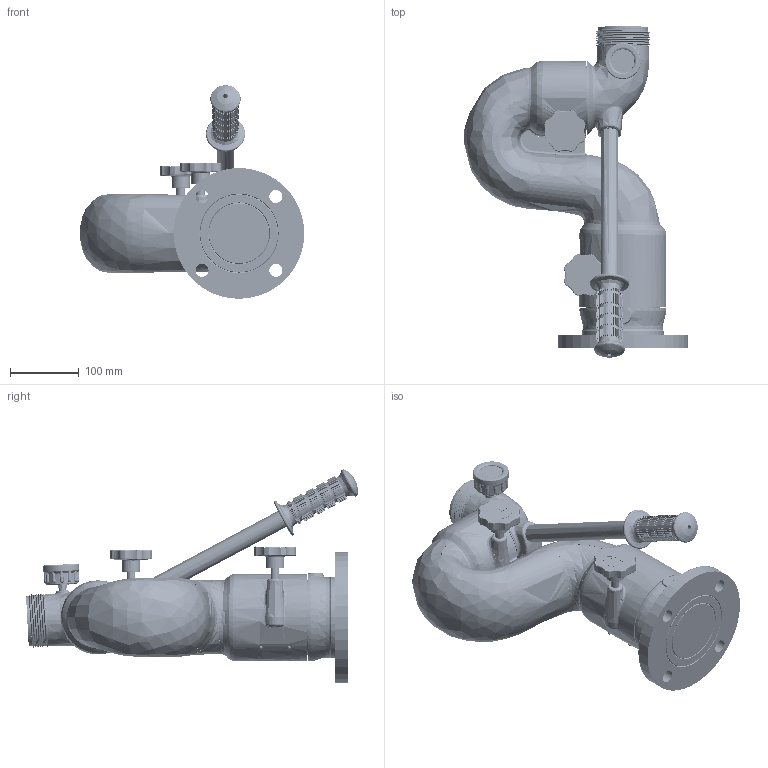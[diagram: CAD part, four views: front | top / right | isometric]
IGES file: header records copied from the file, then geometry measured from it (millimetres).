
Start section: SolidWorks IGES file using analytic representation for surfaces
Global section: file name: 8500-02_VulcanDD.IGS; native system: SolidWorks 2010; preprocessor: SolidWorks 2010; author: Rick; date: 100702.111809; units: inch
Bounding box: 327.53 x 484.44 x 311.39 mm (x, y, z)
Surface area: 590756.2 mm2 (no closed solid volume)
Topology: 0 solids, 0 shells, 2555 faces, 36014 edges, 35931 vertices
Faces by surface type: bspline 1783, revolution 772
